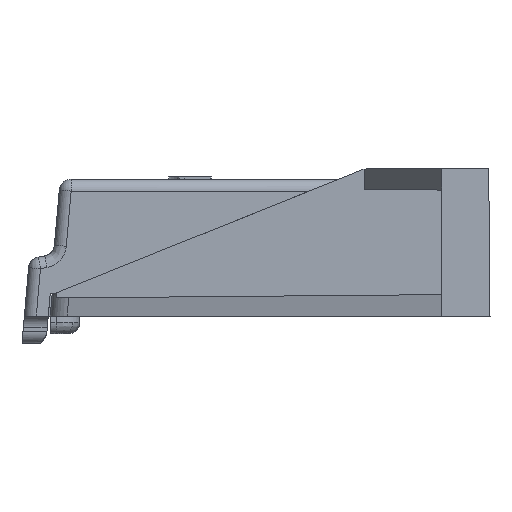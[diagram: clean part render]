
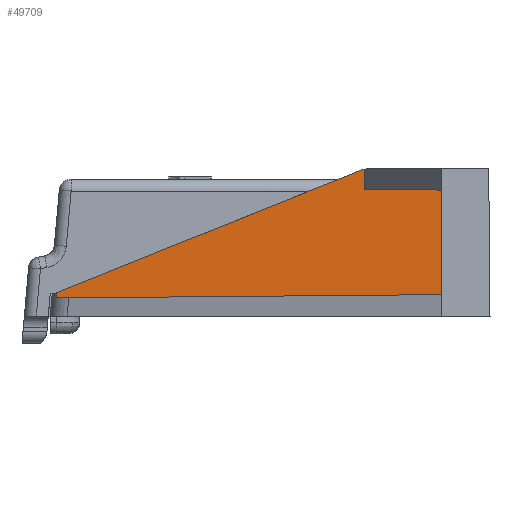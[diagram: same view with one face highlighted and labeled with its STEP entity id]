
A CAD part, left-side view. The second image highlights one B-rep face of the part: STEP entity #49709.
In plain terms, the highlighted planar face has unit normal (-1, 0.009, 0).
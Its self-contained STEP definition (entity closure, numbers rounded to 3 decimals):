
#1094 = LINE ( 'NONE', #15010, #3903 ) ;
#2148 = DIRECTION ( 'NONE',  ( -1., 0.009, 0. ) ) ;
#3094 = LINE ( 'NONE', #31502, #26453 ) ;
#3903 = VECTOR ( 'NONE', #32358, 1000. ) ;
#4284 = VERTEX_POINT ( 'NONE', #36802 ) ;
#4366 = CARTESIAN_POINT ( 'NONE',  ( -52.842, 0.147, 12.33 ) ) ;
#4869 = CARTESIAN_POINT ( 'NONE',  ( -52.843, 0.037, 12.354 ) ) ;
#5153 = CARTESIAN_POINT ( 'NONE',  ( -52.617, 25.944, 1.662 ) ) ;
#5675 = EDGE_CURVE ( 'NONE', #50004, #28441, #25334, .T. ) ;
#5761 = VECTOR ( 'NONE', #7132, 1000. ) ;
#5806 = DIRECTION ( 'NONE',  ( -0.009, -1., 0.009 ) ) ;
#7132 = DIRECTION ( 'NONE',  ( 0.008, 0.927, -0.374 ) ) ;
#7569 = VERTEX_POINT ( 'NONE', #4869 ) ;
#7696 = CARTESIAN_POINT ( 'NONE',  ( -52.841, 0.255, 12.297 ) ) ;
#11015 = ORIENTED_EDGE ( 'NONE', *, *, #16833, .T. ) ;
#13262 = EDGE_CURVE ( 'NONE', #4284, #20896, #49937, .T. ) ;
#15010 = CARTESIAN_POINT ( 'NONE',  ( -52.843, 0.037, 10.6 ) ) ;
#15899 = ORIENTED_EDGE ( 'NONE', *, *, #13262, .T. ) ;
#16380 = CARTESIAN_POINT ( 'NONE',  ( -52.843, 0.037, 10.657 ) ) ;
#16773 = AXIS2_PLACEMENT_3D ( 'NONE', #33911, #2148, #40844 ) ;
#16833 = EDGE_CURVE ( 'NONE', #7569, #4284, #36300, .T. ) ;
#17309 = CARTESIAN_POINT ( 'NONE',  ( -52.896, -6.038, 1.796 ) ) ;
#19960 = CARTESIAN_POINT ( 'NONE',  ( -52.84, 0.36, 12.255 ) ) ;
#20824 = EDGE_CURVE ( 'NONE', #20896, #25124, #35987, .T. ) ;
#20896 = VERTEX_POINT ( 'NONE', #48977 ) ;
#22674 = EDGE_CURVE ( 'NONE', #25124, #28441, #40676, .T. ) ;
#23531 = DIRECTION ( 'NONE',  ( 0.009, 1., 0.009 ) ) ;
#23821 = CARTESIAN_POINT ( 'NONE',  ( -52.617, 25.922, 1.952 ) ) ;
#24595 = CARTESIAN_POINT ( 'NONE',  ( -52.617, 25.933, 1.807 ) ) ;
#25124 = VERTEX_POINT ( 'NONE', #38764 ) ;
#25334 = LINE ( 'NONE', #36633, #32955 ) ;
#25683 = FACE_OUTER_BOUND ( 'NONE', #43370, .T. ) ;
#26453 = VECTOR ( 'NONE', #23531, 1000. ) ;
#28441 = VERTEX_POINT ( 'NONE', #47472 ) ;
#31502 = CARTESIAN_POINT ( 'NONE',  ( -52.896, -6.038, 10.604 ) ) ;
#32358 = DIRECTION ( 'NONE',  ( 0., 0., 1. ) ) ;
#32955 = VECTOR ( 'NONE', #33569, 1000. ) ;
#33569 = DIRECTION ( 'NONE',  ( 0., 0., -1. ) ) ;
#33911 = CARTESIAN_POINT ( 'NONE',  ( -52.9, -6.5, 0. ) ) ;
#34419 = CARTESIAN_POINT ( 'NONE',  ( -52.9, -6.5, 10.6 ) ) ;
#35701 = EDGE_CURVE ( 'NONE', #50004, #40089, #3094, .T. ) ;
#35987 =( BOUNDED_CURVE ( )  B_SPLINE_CURVE ( 3, ( #23821, #24595, #5153, #39521 ),
 .UNSPECIFIED., .F., .T. ) 
 B_SPLINE_CURVE_WITH_KNOTS ( ( 4, 4 ),
 ( 2.192, 2.196 ),
 .UNSPECIFIED. ) 
 CURVE ( )  GEOMETRIC_REPRESENTATION_ITEM ( )  RATIONAL_B_SPLINE_CURVE ( ( 1., 1., 1., 1. ) ) 
 REPRESENTATION_ITEM ( '' )  );
#36300 =( BOUNDED_CURVE ( )  B_SPLINE_CURVE ( 3, ( #39479, #4366, #7696, #19960 ),
 .UNSPECIFIED., .F., .F. ) 
 B_SPLINE_CURVE_WITH_KNOTS ( ( 4, 4 ),
 ( 4.927, 5.096 ),
 .UNSPECIFIED. ) 
 CURVE ( )  GEOMETRIC_REPRESENTATION_ITEM ( )  RATIONAL_B_SPLINE_CURVE ( ( 1., 0.998, 0.998, 1. ) ) 
 REPRESENTATION_ITEM ( '' )  );
#36400 = ORIENTED_EDGE ( 'NONE', *, *, #35701, .T. ) ;
#36633 = CARTESIAN_POINT ( 'NONE',  ( -52.9, -6.5, 0. ) ) ;
#36802 = CARTESIAN_POINT ( 'NONE',  ( -52.84, 0.36, 12.255 ) ) ;
#38764 = CARTESIAN_POINT ( 'NONE',  ( -52.617, 25.955, 1.517 ) ) ;
#39479 = CARTESIAN_POINT ( 'NONE',  ( -52.843, 0.037, 12.354 ) ) ;
#39521 = CARTESIAN_POINT ( 'NONE',  ( -52.617, 25.955, 1.517 ) ) ;
#40089 = VERTEX_POINT ( 'NONE', #16380 ) ;
#40413 = ORIENTED_EDGE ( 'NONE', *, *, #22674, .T. ) ;
#40676 = LINE ( 'NONE', #17309, #46281 ) ;
#40844 = DIRECTION ( 'NONE',  ( -0.009, -1., 0. ) ) ;
#43370 = EDGE_LOOP ( 'NONE', ( #46627, #11015, #15899, #44937, #40413, #47297, #36400 ) ) ;
#43810 = EDGE_CURVE ( 'NONE', #40089, #7569, #1094, .T. ) ;
#44923 = PLANE ( 'NONE',  #16773 ) ;
#44937 = ORIENTED_EDGE ( 'NONE', *, *, #20824, .T. ) ;
#46091 = CARTESIAN_POINT ( 'NONE',  ( -52.806, 4.299, 10.667 ) ) ;
#46281 = VECTOR ( 'NONE', #5806, 1000. ) ;
#46627 = ORIENTED_EDGE ( 'NONE', *, *, #43810, .T. ) ;
#47297 = ORIENTED_EDGE ( 'NONE', *, *, #5675, .F. ) ;
#47472 = CARTESIAN_POINT ( 'NONE',  ( -52.9, -6.5, 1.8 ) ) ;
#48977 = CARTESIAN_POINT ( 'NONE',  ( -52.617, 25.922, 1.952 ) ) ;
#49709 = ADVANCED_FACE ( 'NONE', ( #25683 ), #44923, .T. ) ;
#49937 = LINE ( 'NONE', #46091, #5761 ) ;
#50004 = VERTEX_POINT ( 'NONE', #34419 ) ;
